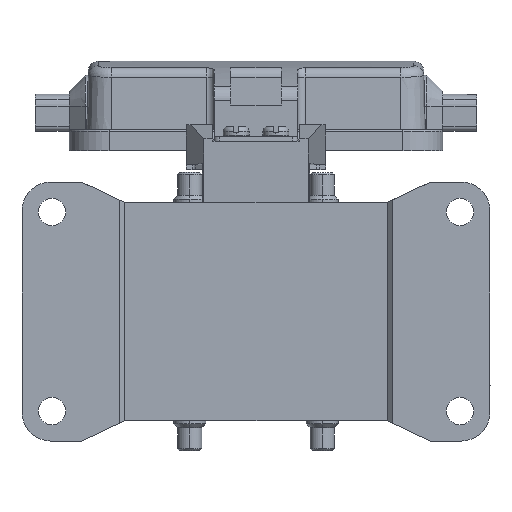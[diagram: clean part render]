
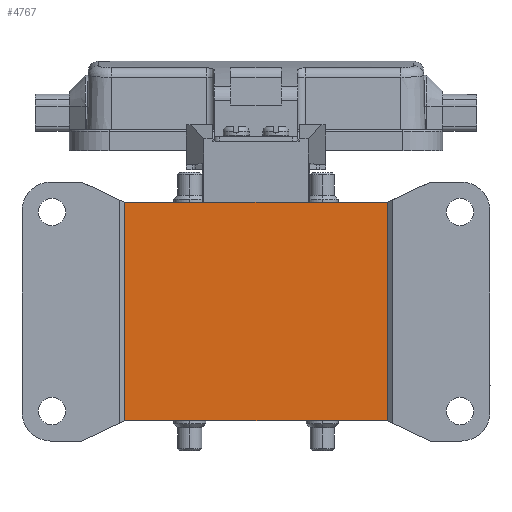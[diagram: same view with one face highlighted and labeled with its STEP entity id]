
A CAD part, front view. The second image highlights one B-rep face of the part: STEP entity #4767.
In plain terms, the highlighted planar face has unit normal (0, -1, 0).
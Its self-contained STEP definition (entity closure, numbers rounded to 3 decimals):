
#832=B_SPLINE_CURVE_WITH_KNOTS('',3,(#37205,#37206,#37207,#37208,#37209,
#37210,#37211),.UNSPECIFIED.,.F.,.F.,(4,3,4),(0.,0.03,1.),
 .UNSPECIFIED.);
#848=B_SPLINE_CURVE_WITH_KNOTS('',3,(#37499,#37500,#37501,#37502),
 .UNSPECIFIED.,.F.,.F.,(4,4),(0.,1.),.UNSPECIFIED.);
#850=B_SPLINE_CURVE_WITH_KNOTS('',3,(#37509,#37510,#37511,#37512,#37513,
#37514,#37515,#37516,#37517,#37518),.UNSPECIFIED.,.F.,.F.,(4,3,3,4),(0.,
0.03,0.97,1.),.UNSPECIFIED.);
#853=B_SPLINE_CURVE_WITH_KNOTS('',3,(#37557,#37558,#37559,#37560,#37561,
#37562,#37563),.UNSPECIFIED.,.F.,.F.,(4,3,4),(0.,0.03,1.),
 .UNSPECIFIED.);
#855=B_SPLINE_CURVE_WITH_KNOTS('',3,(#37570,#37571,#37572,#37573,#37574,
#37575,#37576),.UNSPECIFIED.,.F.,.F.,(4,3,4),(0.,0.969,1.),
 .UNSPECIFIED.);
#856=B_SPLINE_CURVE_WITH_KNOTS('',3,(#37579,#37580,#37581,#37582),
 .UNSPECIFIED.,.F.,.F.,(4,4),(0.,1.),.UNSPECIFIED.);
#857=B_SPLINE_CURVE_WITH_KNOTS('',3,(#37583,#37584,#37585,#37586),
 .UNSPECIFIED.,.F.,.F.,(4,4),(0.,1.),.UNSPECIFIED.);
#858=B_SPLINE_CURVE_WITH_KNOTS('',3,(#37587,#37588,#37589,#37590),
 .UNSPECIFIED.,.F.,.F.,(4,4),(0.,1.),.UNSPECIFIED.);
#4767=ADVANCED_FACE('',(#6129),#5391,.T.);
#5391=PLANE('',#18947);
#6129=FACE_OUTER_BOUND('',#7156,.T.);
#7156=EDGE_LOOP('',(#10698,#10699,#10700,#10701,#10702,#10703,#10704,#10705));
#10698=ORIENTED_EDGE('',*,*,#16250,.F.);
#10699=ORIENTED_EDGE('',*,*,#16251,.T.);
#10700=ORIENTED_EDGE('',*,*,#16248,.F.);
#10701=ORIENTED_EDGE('',*,*,#16252,.F.);
#10702=ORIENTED_EDGE('',*,*,#16231,.F.);
#10703=ORIENTED_EDGE('',*,*,#16229,.F.);
#10704=ORIENTED_EDGE('',*,*,#16115,.F.);
#10705=ORIENTED_EDGE('',*,*,#16253,.F.);
#13904=VERTEX_POINT('',#37204);
#13905=VERTEX_POINT('',#37212);
#13992=VERTEX_POINT('',#37503);
#13993=VERTEX_POINT('',#37519);
#14004=VERTEX_POINT('',#37556);
#14005=VERTEX_POINT('',#37564);
#14006=VERTEX_POINT('',#37577);
#14007=VERTEX_POINT('',#37578);
#16115=EDGE_CURVE('',#13904,#13905,#832,.T.);
#16229=EDGE_CURVE('',#13905,#13992,#848,.T.);
#16231=EDGE_CURVE('',#13992,#13993,#850,.T.);
#16248=EDGE_CURVE('',#14004,#14005,#853,.T.);
#16250=EDGE_CURVE('',#14006,#14007,#855,.T.);
#16251=EDGE_CURVE('',#14006,#14005,#856,.T.);
#16252=EDGE_CURVE('',#13993,#14004,#857,.T.);
#16253=EDGE_CURVE('',#14007,#13904,#858,.T.);
#18947=AXIS2_PLACEMENT_3D('',#37591,#22283,#22284);
#22283=DIRECTION('',(0.,-1.,0.));
#22284=DIRECTION('',(-1.,0.,0.));
#37204=CARTESIAN_POINT('',(52.073,50.375,18.593));
#37205=CARTESIAN_POINT('',(52.073,50.375,18.592));
#37206=CARTESIAN_POINT('',(52.073,50.375,18.592));
#37207=CARTESIAN_POINT('',(52.073,50.375,18.593));
#37208=CARTESIAN_POINT('',(52.073,50.375,18.593));
#37209=CARTESIAN_POINT('',(52.067,50.375,18.595));
#37210=CARTESIAN_POINT('',(52.061,50.375,18.598));
#37211=CARTESIAN_POINT('',(52.055,50.375,18.601));
#37212=CARTESIAN_POINT('',(52.055,50.375,18.601));
#37499=CARTESIAN_POINT('',(52.055,50.375,18.601));
#37500=CARTESIAN_POINT('',(34.487,50.375,18.601));
#37501=CARTESIAN_POINT('',(16.918,50.375,18.601));
#37502=CARTESIAN_POINT('',(-0.65,50.375,18.601));
#37503=CARTESIAN_POINT('',(-0.65,50.375,18.601));
#37509=CARTESIAN_POINT('',(-0.649,50.375,18.601));
#37510=CARTESIAN_POINT('',(-0.65,50.375,18.601));
#37511=CARTESIAN_POINT('',(-0.65,50.375,18.601));
#37512=CARTESIAN_POINT('',(-0.65,50.375,18.601));
#37513=CARTESIAN_POINT('',(-0.656,50.375,18.598));
#37514=CARTESIAN_POINT('',(-0.661,50.375,18.596));
#37515=CARTESIAN_POINT('',(-0.667,50.375,18.593));
#37516=CARTESIAN_POINT('',(-0.667,50.375,18.593));
#37517=CARTESIAN_POINT('',(-0.667,50.375,18.593));
#37518=CARTESIAN_POINT('',(-0.668,50.375,18.593));
#37519=CARTESIAN_POINT('',(-0.668,50.375,18.593));
#37556=CARTESIAN_POINT('',(-0.668,50.375,62.442));
#37557=CARTESIAN_POINT('',(-0.668,50.375,62.442));
#37558=CARTESIAN_POINT('',(-0.668,50.375,62.442));
#37559=CARTESIAN_POINT('',(-0.668,50.375,62.442));
#37560=CARTESIAN_POINT('',(-0.667,50.375,62.442));
#37561=CARTESIAN_POINT('',(-0.662,50.375,62.439));
#37562=CARTESIAN_POINT('',(-0.656,50.375,62.436));
#37563=CARTESIAN_POINT('',(-0.65,50.375,62.434));
#37564=CARTESIAN_POINT('',(-0.65,50.375,62.434));
#37570=CARTESIAN_POINT('',(52.055,50.375,62.434));
#37571=CARTESIAN_POINT('',(52.061,50.375,62.436));
#37572=CARTESIAN_POINT('',(52.066,50.375,62.439));
#37573=CARTESIAN_POINT('',(52.072,50.375,62.442));
#37574=CARTESIAN_POINT('',(52.072,50.375,62.442));
#37575=CARTESIAN_POINT('',(52.072,50.375,62.442));
#37576=CARTESIAN_POINT('',(52.073,50.375,62.442));
#37577=CARTESIAN_POINT('',(52.055,50.375,62.434));
#37578=CARTESIAN_POINT('',(52.073,50.375,62.442));
#37579=CARTESIAN_POINT('',(52.055,50.375,62.434));
#37580=CARTESIAN_POINT('',(34.487,50.375,62.434));
#37581=CARTESIAN_POINT('',(16.918,50.375,62.434));
#37582=CARTESIAN_POINT('',(-0.65,50.375,62.434));
#37583=CARTESIAN_POINT('',(-0.668,50.376,18.593));
#37584=CARTESIAN_POINT('',(-0.668,50.376,33.209));
#37585=CARTESIAN_POINT('',(-0.668,50.376,47.826));
#37586=CARTESIAN_POINT('',(-0.668,50.376,62.442));
#37587=CARTESIAN_POINT('',(52.073,50.376,62.442));
#37588=CARTESIAN_POINT('',(52.073,50.376,47.825));
#37589=CARTESIAN_POINT('',(52.073,50.376,33.209));
#37590=CARTESIAN_POINT('',(52.073,50.376,18.593));
#37591=CARTESIAN_POINT('',(25.703,50.375,40.517));
